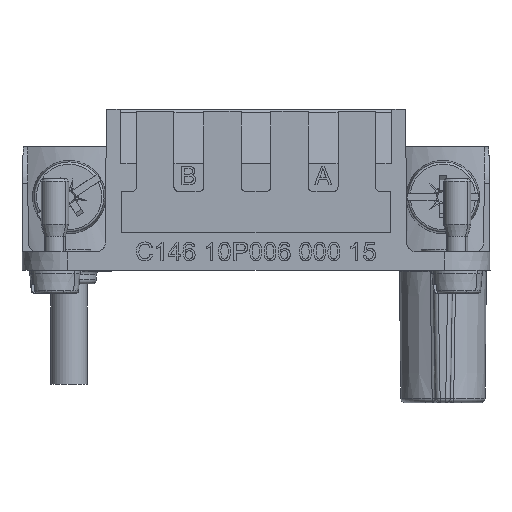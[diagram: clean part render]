
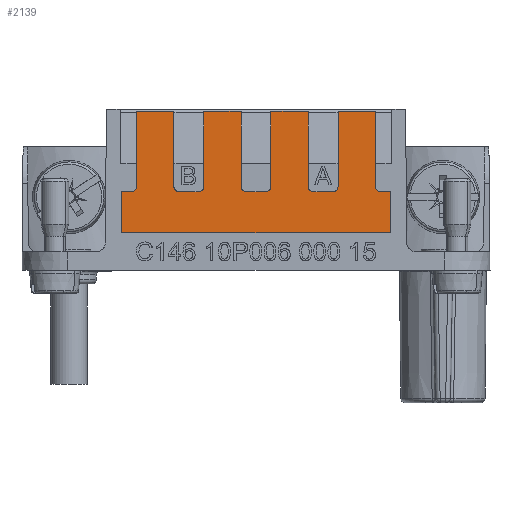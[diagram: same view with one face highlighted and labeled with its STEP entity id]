
A CAD part, front view. The second image highlights one B-rep face of the part: STEP entity #2139.
In plain terms, the highlighted planar face has unit normal (0, -1, 0).
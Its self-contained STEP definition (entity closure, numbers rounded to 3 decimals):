
#856=FACE_OUTER_BOUND('',#10085,.T.);
#2139=ADVANCED_FACE('',(#856),#3462,.F.);
#3462=PLANE('',#24440);
#5731=LINE('',#34875,#7845);
#5735=LINE('',#34887,#7849);
#5737=LINE('',#34891,#7851);
#5739=LINE('',#34895,#7853);
#5741=LINE('',#34899,#7855);
#5744=LINE('',#34909,#7858);
#5745=LINE('',#34911,#7859);
#5746=LINE('',#34914,#7860);
#5747=LINE('',#34916,#7861);
#5748=LINE('',#34920,#7862);
#5749=LINE('',#34924,#7863);
#5750=LINE('',#34926,#7864);
#5751=LINE('',#34928,#7865);
#5752=LINE('',#34932,#7866);
#5753=LINE('',#34936,#7867);
#5754=LINE('',#34938,#7868);
#5755=LINE('',#34940,#7869);
#5756=LINE('',#34943,#7870);
#5757=LINE('',#34944,#7871);
#5758=LINE('',#34946,#7872);
#7845=VECTOR('',#26794,1.);
#7849=VECTOR('',#26806,1.);
#7851=VECTOR('',#26810,1.);
#7853=VECTOR('',#26814,1.);
#7855=VECTOR('',#26818,1.);
#7858=VECTOR('',#26829,1.);
#7859=VECTOR('',#26832,1.);
#7860=VECTOR('',#26833,1.);
#7861=VECTOR('',#26834,1.);
#7862=VECTOR('',#26837,1.);
#7863=VECTOR('',#26840,1.);
#7864=VECTOR('',#26841,1.);
#7865=VECTOR('',#26842,1.);
#7866=VECTOR('',#26845,1.);
#7867=VECTOR('',#26848,1.);
#7868=VECTOR('',#26849,1.);
#7869=VECTOR('',#26850,1.);
#7870=VECTOR('',#26853,1.);
#7871=VECTOR('',#26854,1.);
#7872=VECTOR('',#26855,1.);
#10085=EDGE_LOOP('',(#12472,#12473,#12474,#12475,#12476,#12477,#12478,#12479,
#12480,#12481,#12482,#12483,#12484,#12485,#12486,#12487,#12488,#12489,#12490,
#12491,#12492,#12493,#12494,#12495,#12496,#12497,#12498,#12499));
#12472=ORIENTED_EDGE('',*,*,#21275,.T.);
#12473=ORIENTED_EDGE('',*,*,#21276,.T.);
#12474=ORIENTED_EDGE('',*,*,#21277,.T.);
#12475=ORIENTED_EDGE('',*,*,#21278,.T.);
#12476=ORIENTED_EDGE('',*,*,#21279,.T.);
#12477=ORIENTED_EDGE('',*,*,#21280,.T.);
#12478=ORIENTED_EDGE('',*,*,#21281,.T.);
#12479=ORIENTED_EDGE('',*,*,#21282,.T.);
#12480=ORIENTED_EDGE('',*,*,#21283,.T.);
#12481=ORIENTED_EDGE('',*,*,#21284,.T.);
#12482=ORIENTED_EDGE('',*,*,#21285,.T.);
#12483=ORIENTED_EDGE('',*,*,#21286,.T.);
#12484=ORIENTED_EDGE('',*,*,#21287,.T.);
#12485=ORIENTED_EDGE('',*,*,#21288,.T.);
#12486=ORIENTED_EDGE('',*,*,#21289,.T.);
#12487=ORIENTED_EDGE('',*,*,#21290,.T.);
#12488=ORIENTED_EDGE('',*,*,#21269,.F.);
#12489=ORIENTED_EDGE('',*,*,#21272,.F.);
#12490=ORIENTED_EDGE('',*,*,#21274,.F.);
#12491=ORIENTED_EDGE('',*,*,#21291,.T.);
#12492=ORIENTED_EDGE('',*,*,#21257,.F.);
#12493=ORIENTED_EDGE('',*,*,#21261,.F.);
#12494=ORIENTED_EDGE('',*,*,#21263,.F.);
#12495=ORIENTED_EDGE('',*,*,#21265,.F.);
#12496=ORIENTED_EDGE('',*,*,#21267,.F.);
#12497=ORIENTED_EDGE('',*,*,#21292,.T.);
#12498=ORIENTED_EDGE('',*,*,#21293,.T.);
#12499=ORIENTED_EDGE('',*,*,#21294,.T.);
#18963=VERTEX_POINT('',#34876);
#18964=VERTEX_POINT('',#34877);
#18965=VERTEX_POINT('',#34882);
#18966=VERTEX_POINT('',#34886);
#18967=VERTEX_POINT('',#34890);
#18968=VERTEX_POINT('',#34894);
#18969=VERTEX_POINT('',#34898);
#18970=VERTEX_POINT('',#34900);
#18971=VERTEX_POINT('',#34904);
#18972=VERTEX_POINT('',#34908);
#18973=VERTEX_POINT('',#34912);
#18974=VERTEX_POINT('',#34913);
#18975=VERTEX_POINT('',#34915);
#18976=VERTEX_POINT('',#34917);
#18977=VERTEX_POINT('',#34919);
#18978=VERTEX_POINT('',#34921);
#18979=VERTEX_POINT('',#34923);
#18980=VERTEX_POINT('',#34925);
#18981=VERTEX_POINT('',#34927);
#18982=VERTEX_POINT('',#34929);
#18983=VERTEX_POINT('',#34931);
#18984=VERTEX_POINT('',#34933);
#18985=VERTEX_POINT('',#34935);
#18986=VERTEX_POINT('',#34937);
#18987=VERTEX_POINT('',#34939);
#18988=VERTEX_POINT('',#34941);
#18989=VERTEX_POINT('',#34945);
#18990=VERTEX_POINT('',#34947);
#21257=EDGE_CURVE('',#18963,#18964,#5731,.T.);
#21261=EDGE_CURVE('',#18965,#18963,#23865,.T.);
#21263=EDGE_CURVE('',#18966,#18965,#5735,.T.);
#21265=EDGE_CURVE('',#18967,#18966,#5737,.T.);
#21267=EDGE_CURVE('',#18968,#18967,#5739,.T.);
#21269=EDGE_CURVE('',#18969,#18970,#5741,.T.);
#21272=EDGE_CURVE('',#18971,#18969,#23866,.T.);
#21274=EDGE_CURVE('',#18972,#18971,#5744,.T.);
#21275=EDGE_CURVE('',#18973,#18974,#5745,.T.);
#21276=EDGE_CURVE('',#18974,#18975,#5746,.T.);
#21277=EDGE_CURVE('',#18975,#18976,#5747,.T.);
#21278=EDGE_CURVE('',#18976,#18977,#23868,.T.);
#21279=EDGE_CURVE('',#18977,#18978,#5748,.T.);
#21280=EDGE_CURVE('',#18978,#18979,#23869,.T.);
#21281=EDGE_CURVE('',#18979,#18980,#5749,.T.);
#21282=EDGE_CURVE('',#18980,#18981,#5750,.T.);
#21283=EDGE_CURVE('',#18981,#18982,#5751,.T.);
#21284=EDGE_CURVE('',#18982,#18983,#23870,.T.);
#21285=EDGE_CURVE('',#18983,#18984,#5752,.T.);
#21286=EDGE_CURVE('',#18984,#18985,#23871,.T.);
#21287=EDGE_CURVE('',#18985,#18986,#5753,.T.);
#21288=EDGE_CURVE('',#18986,#18987,#5754,.T.);
#21289=EDGE_CURVE('',#18987,#18988,#5755,.T.);
#21290=EDGE_CURVE('',#18988,#18970,#23872,.T.);
#21291=EDGE_CURVE('',#18972,#18964,#5756,.T.);
#21292=EDGE_CURVE('',#18968,#18989,#5757,.T.);
#21293=EDGE_CURVE('',#18989,#18990,#5758,.T.);
#21294=EDGE_CURVE('',#18990,#18973,#23873,.T.);
#23865=CIRCLE('',#24424,0.5);
#23866=CIRCLE('',#24430,0.5);
#23868=CIRCLE('',#24434,0.5);
#23869=CIRCLE('',#24435,0.5);
#23870=CIRCLE('',#24436,0.5);
#23871=CIRCLE('',#24437,0.5);
#23872=CIRCLE('',#24438,0.5);
#23873=CIRCLE('',#24439,0.5);
#24424=AXIS2_PLACEMENT_3D('',#34883,#26801,#26802);
#24430=AXIS2_PLACEMENT_3D('',#34905,#26823,#26824);
#24434=AXIS2_PLACEMENT_3D('',#34918,#26835,#26836);
#24435=AXIS2_PLACEMENT_3D('',#34922,#26838,#26839);
#24436=AXIS2_PLACEMENT_3D('',#34930,#26843,#26844);
#24437=AXIS2_PLACEMENT_3D('',#34934,#26846,#26847);
#24438=AXIS2_PLACEMENT_3D('',#34942,#26851,#26852);
#24439=AXIS2_PLACEMENT_3D('',#34948,#26856,#26857);
#24440=AXIS2_PLACEMENT_3D('',#34949,#26858,#26859);
#26794=DIRECTION('',(0.,0.,1.));
#26801=DIRECTION('',(0.,-1.,0.));
#26802=DIRECTION('',(1.,0.,0.));
#26806=DIRECTION('',(1.,0.,0.));
#26810=DIRECTION('',(0.,0.,1.));
#26814=DIRECTION('',(-1.,0.,0.));
#26818=DIRECTION('',(1.,0.,0.));
#26823=DIRECTION('',(0.,-1.,0.));
#26824=DIRECTION('',(1.,0.,0.));
#26829=DIRECTION('',(0.,0.,-1.));
#26832=DIRECTION('',(0.,0.,1.));
#26833=DIRECTION('',(-1.,0.,0.));
#26834=DIRECTION('',(0.,0.,-1.));
#26835=DIRECTION('',(0.,1.,0.));
#26836=DIRECTION('',(1.,0.,0.));
#26837=DIRECTION('',(-1.,0.,0.));
#26838=DIRECTION('',(0.,1.,0.));
#26839=DIRECTION('',(1.,0.,0.));
#26840=DIRECTION('',(0.,0.,1.));
#26841=DIRECTION('',(-1.,0.,0.));
#26842=DIRECTION('',(0.,0.,-1.));
#26843=DIRECTION('',(0.,1.,0.));
#26844=DIRECTION('',(1.,0.,0.));
#26845=DIRECTION('',(-1.,0.,0.));
#26846=DIRECTION('',(0.,1.,0.));
#26847=DIRECTION('',(1.,0.,0.));
#26848=DIRECTION('',(0.,0.,1.));
#26849=DIRECTION('',(-1.,0.,0.));
#26850=DIRECTION('',(0.,0.,-1.));
#26851=DIRECTION('',(0.,1.,0.));
#26852=DIRECTION('',(1.,0.,0.));
#26853=DIRECTION('',(-1.,0.,0.));
#26854=DIRECTION('',(0.,0.,1.));
#26855=DIRECTION('',(-1.,0.,0.));
#26856=DIRECTION('',(0.,1.,0.));
#26857=DIRECTION('',(1.,0.,0.));
#26858=DIRECTION('',(0.,1.,0.));
#26859=DIRECTION('',(0.,0.,-1.));
#34875=CARTESIAN_POINT('',(-13.075,-16.05,17.6));
#34876=CARTESIAN_POINT('',(-13.075,-16.05,9.1));
#34877=CARTESIAN_POINT('',(-13.075,-16.05,17.389));
#34882=CARTESIAN_POINT('',(-13.575,-16.05,8.6));
#34883=CARTESIAN_POINT('',(-13.575,-16.05,9.1));
#34886=CARTESIAN_POINT('',(-14.7,-16.05,8.6));
#34887=CARTESIAN_POINT('',(-13.575,-16.05,8.6));
#34890=CARTESIAN_POINT('',(-14.7,-16.05,4.1));
#34891=CARTESIAN_POINT('',(-14.7,-16.05,8.6));
#34894=CARTESIAN_POINT('',(14.7,-16.05,4.1));
#34895=CARTESIAN_POINT('',(-14.7,-16.05,4.1));
#34898=CARTESIAN_POINT('',(-8.475,-16.05,8.6));
#34899=CARTESIAN_POINT('',(-7.35,-16.05,8.6));
#34900=CARTESIAN_POINT('',(-6.225,-16.05,8.6));
#34904=CARTESIAN_POINT('',(-8.975,-16.05,9.1));
#34905=CARTESIAN_POINT('',(-8.475,-16.05,9.1));
#34908=CARTESIAN_POINT('',(-8.975,-16.05,17.389));
#34909=CARTESIAN_POINT('',(-8.975,-16.05,9.1));
#34911=CARTESIAN_POINT('',(13.075,-16.05,9.1));
#34912=CARTESIAN_POINT('',(13.075,-16.05,9.1));
#34913=CARTESIAN_POINT('',(13.075,-16.05,17.389));
#34914=CARTESIAN_POINT('',(7.35,-16.05,17.389));
#34915=CARTESIAN_POINT('',(8.975,-16.05,17.389));
#34916=CARTESIAN_POINT('',(8.975,-16.05,17.6));
#34917=CARTESIAN_POINT('',(8.975,-16.05,9.1));
#34918=CARTESIAN_POINT('',(8.475,-16.05,9.1));
#34919=CARTESIAN_POINT('',(8.475,-16.05,8.6));
#34920=CARTESIAN_POINT('',(7.35,-16.05,8.6));
#34921=CARTESIAN_POINT('',(6.225,-16.05,8.6));
#34922=CARTESIAN_POINT('',(6.225,-16.05,9.1));
#34923=CARTESIAN_POINT('',(5.725,-16.05,9.1));
#34924=CARTESIAN_POINT('',(5.725,-16.05,9.1));
#34925=CARTESIAN_POINT('',(5.725,-16.05,17.389));
#34926=CARTESIAN_POINT('',(0.,-16.05,17.389));
#34927=CARTESIAN_POINT('',(1.625,-16.05,17.389));
#34928=CARTESIAN_POINT('',(1.625,-16.05,17.6));
#34929=CARTESIAN_POINT('',(1.625,-16.05,9.1));
#34930=CARTESIAN_POINT('',(1.125,-16.05,9.1));
#34931=CARTESIAN_POINT('',(1.125,-16.05,8.6));
#34932=CARTESIAN_POINT('',(0.,-16.05,8.6));
#34933=CARTESIAN_POINT('',(-1.125,-16.05,8.6));
#34934=CARTESIAN_POINT('',(-1.125,-16.05,9.1));
#34935=CARTESIAN_POINT('',(-1.625,-16.05,9.1));
#34936=CARTESIAN_POINT('',(-1.625,-16.05,9.1));
#34937=CARTESIAN_POINT('',(-1.625,-16.05,17.389));
#34938=CARTESIAN_POINT('',(-7.35,-16.05,17.389));
#34939=CARTESIAN_POINT('',(-5.725,-16.05,17.389));
#34940=CARTESIAN_POINT('',(-5.725,-16.05,17.6));
#34941=CARTESIAN_POINT('',(-5.725,-16.05,9.1));
#34942=CARTESIAN_POINT('',(-6.225,-16.05,9.1));
#34943=CARTESIAN_POINT('',(-14.7,-16.05,17.389));
#34944=CARTESIAN_POINT('',(14.7,-16.05,4.1));
#34945=CARTESIAN_POINT('',(14.7,-16.05,8.6));
#34946=CARTESIAN_POINT('',(14.7,-16.05,8.6));
#34947=CARTESIAN_POINT('',(13.575,-16.05,8.6));
#34948=CARTESIAN_POINT('',(13.575,-16.05,9.1));
#34949=CARTESIAN_POINT('',(-13.575,-16.05,9.1));
